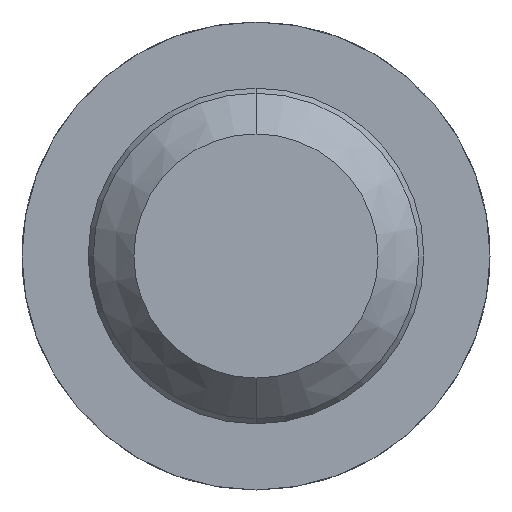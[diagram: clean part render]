
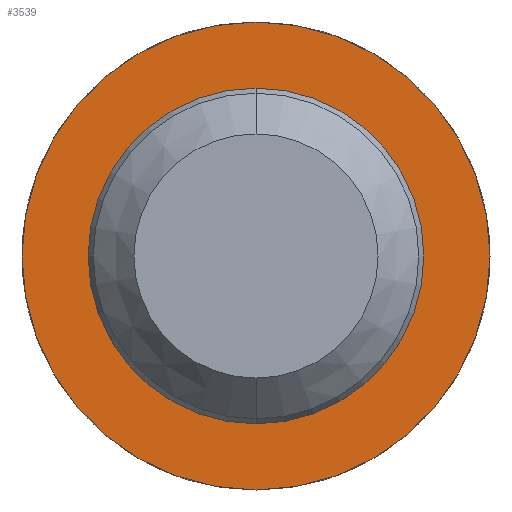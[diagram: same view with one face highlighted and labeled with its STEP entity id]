
A CAD part, front view. The second image highlights one B-rep face of the part: STEP entity #3539.
In plain terms, the highlighted planar face has unit normal (0, -1, 0).
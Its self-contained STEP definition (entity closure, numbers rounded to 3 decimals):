
#108 = EDGE_CURVE ( 'Defeature ausgef�hrt2_66+Defeature ausgef�hrt2_67+Defeature ausgef�hrt2_67+Defeature ausgef�hrt2_67', #4244, #4449, #1821, .T. ) ;
#355 = FACE_OUTER_BOUND ( 'NONE', #1381, .T. ) ;
#415 = ORIENTED_EDGE ( 'NONE', *, *, #2412, .T. ) ;
#489 = CARTESIAN_POINT ( 'NONE',  ( 0., 11., 0. ) ) ;
#546 = DIRECTION ( 'NONE',  ( 0., 0., -1. ) ) ;
#591 = DIRECTION ( 'NONE',  ( 0., 0., -1. ) ) ;
#594 = CIRCLE ( 'NONE', #2472, 0.825 ) ;
#596 = ORIENTED_EDGE ( 'NONE', *, *, #4154, .T. ) ;
#671 = ORIENTED_EDGE ( 'NONE', *, *, #108, .F. ) ;
#749 = AXIS2_PLACEMENT_3D ( 'NONE', #2339, #1166, #1907 ) ;
#769 = PLANE ( 'NONE',  #749 ) ;
#953 = DIRECTION ( 'NONE',  ( 0., -1., 0. ) ) ;
#1071 = VERTEX_POINT ( 'NONE', #1276 ) ;
#1141 = CARTESIAN_POINT ( 'NONE',  ( 0., 11., 0.825 ) ) ;
#1166 = DIRECTION ( 'NONE',  ( 0., -1., 0. ) ) ;
#1189 = CARTESIAN_POINT ( 'NONE',  ( 0., 11., -1.15 ) ) ;
#1276 = CARTESIAN_POINT ( 'NONE',  ( 0., 11., 1.15 ) ) ;
#1346 = DIRECTION ( 'NONE',  ( 0., 0., -1. ) ) ;
#1381 = EDGE_LOOP ( 'NONE', ( #596, #415 ) ) ;
#1499 = AXIS2_PLACEMENT_3D ( 'NONE', #3801, #3436, #3750 ) ;
#1682 = DIRECTION ( 'NONE',  ( 0., -1., 0. ) ) ;
#1821 = CIRCLE ( 'NONE', #4574, 0.825 ) ;
#1900 = EDGE_LOOP ( 'NONE', ( #4524, #671 ) ) ;
#1907 = DIRECTION ( 'NONE',  ( 0., 0., -1. ) ) ;
#2145 = CARTESIAN_POINT ( 'NONE',  ( 0., 11., 0. ) ) ;
#2339 = CARTESIAN_POINT ( 'NONE',  ( 0.825, 11., 0. ) ) ;
#2412 = EDGE_CURVE ( 'Defeature ausgef�hrt2_67+Defeature ausgef�hrt2_68+Defeature ausgef�hrt2_68+Defeature ausgef�hrt2_68', #1071, #4806, #2925, .T. ) ;
#2472 = AXIS2_PLACEMENT_3D ( 'NONE', #489, #1682, #546 ) ;
#2789 = CIRCLE ( 'NONE', #1499, 1.15 ) ;
#2925 = CIRCLE ( 'NONE', #4656, 1.15 ) ;
#3098 = FACE_BOUND ( 'NONE', #1900, .T. ) ;
#3276 = CARTESIAN_POINT ( 'NONE',  ( 0., 11., 0. ) ) ;
#3436 = DIRECTION ( 'NONE',  ( 0., -1., 0. ) ) ;
#3539 = ADVANCED_FACE ( 'Defeature ausgef�hrt2_67', ( #355, #3098 ), #769, .T. ) ;
#3704 = DIRECTION ( 'NONE',  ( 0., -1., 0. ) ) ;
#3750 = DIRECTION ( 'NONE',  ( 0., 0., -1. ) ) ;
#3801 = CARTESIAN_POINT ( 'NONE',  ( 0., 11., 0. ) ) ;
#3862 = EDGE_CURVE ( 'Defeature ausgef�hrt2_66+Defeature ausgef�hrt2_67+Defeature ausgef�hrt2_67+Defeature ausgef�hrt2_67', #4449, #4244, #594, .T. ) ;
#4154 = EDGE_CURVE ( 'Defeature ausgef�hrt2_67+Defeature ausgef�hrt2_68+Defeature ausgef�hrt2_68+Defeature ausgef�hrt2_68', #4806, #1071, #2789, .T. ) ;
#4244 = VERTEX_POINT ( 'NONE', #1141 ) ;
#4449 = VERTEX_POINT ( 'NONE', #4730 ) ;
#4524 = ORIENTED_EDGE ( 'NONE', *, *, #3862, .F. ) ;
#4574 = AXIS2_PLACEMENT_3D ( 'NONE', #2145, #3704, #591 ) ;
#4656 = AXIS2_PLACEMENT_3D ( 'NONE', #3276, #953, #1346 ) ;
#4730 = CARTESIAN_POINT ( 'NONE',  ( 0., 11., -0.825 ) ) ;
#4806 = VERTEX_POINT ( 'NONE', #1189 ) ;
